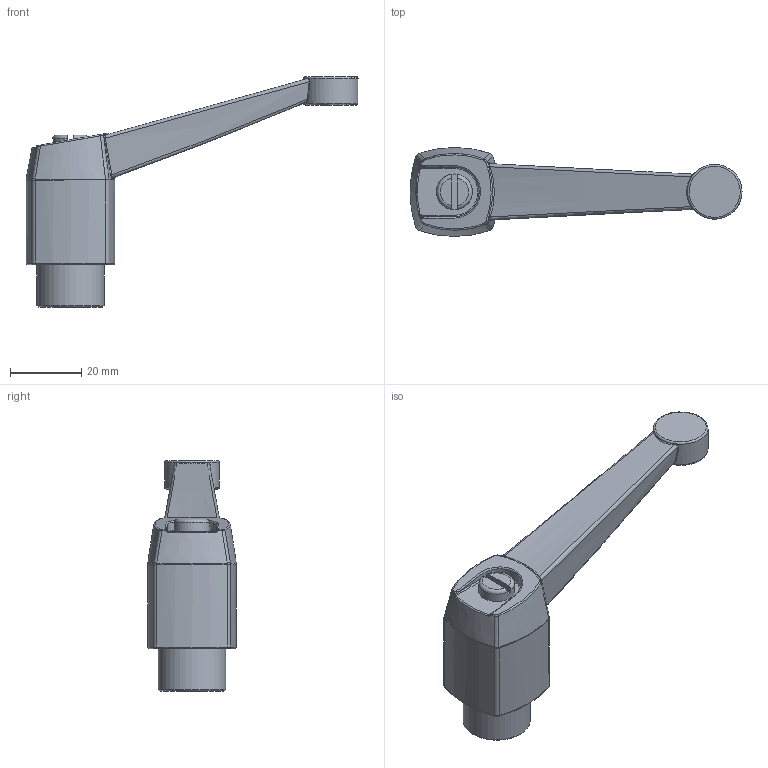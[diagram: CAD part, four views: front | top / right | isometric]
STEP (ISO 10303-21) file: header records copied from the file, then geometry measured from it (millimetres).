
FILE_DESCRIPTION( ( 'Unknown' ), '1' );
FILE_NAME( '7740040_NM81_B_M10.stp', 'Unknown', ( 'Unknown' ), ( 'Unknown' ), 'PSStep 14.0', 'Unknown', ' ' );
FILE_SCHEMA( ( 'AUTOMOTIVE_DESIGN { 1 0 10303 214 1 1 1 1 }' ) );
Length unit declared in the file: millimetre
Products named in the file (1): 1
Bounding box: 93.5 x 25 x 65 mm (x, y, z)
Volume: 26249.5 mm3; surface area: 9218.7 mm2
Topology: 1 solids, 1 shells, 148 faces, 353 edges, 211 vertices
Faces by surface type: bspline 94, cylinder 19, plane 16, torus 12, sphere 4, cone 2, offset 1
Full cylindrical faces by diameter (mm): 8.376 x2, 10 x1, 10.1 x1, 19 x1
Entity records: 15523 total; most frequent: CARTESIAN_POINT 11702, ORIENTED_EDGE 680, EDGE_CURVE 340, DIRECTION 324, B_SPLINE_CURVE_WITH_KNOTS 220, VERTEX_POINT 207, EDGE_LOOP 160, FACE_OUTER_BOUND 154
